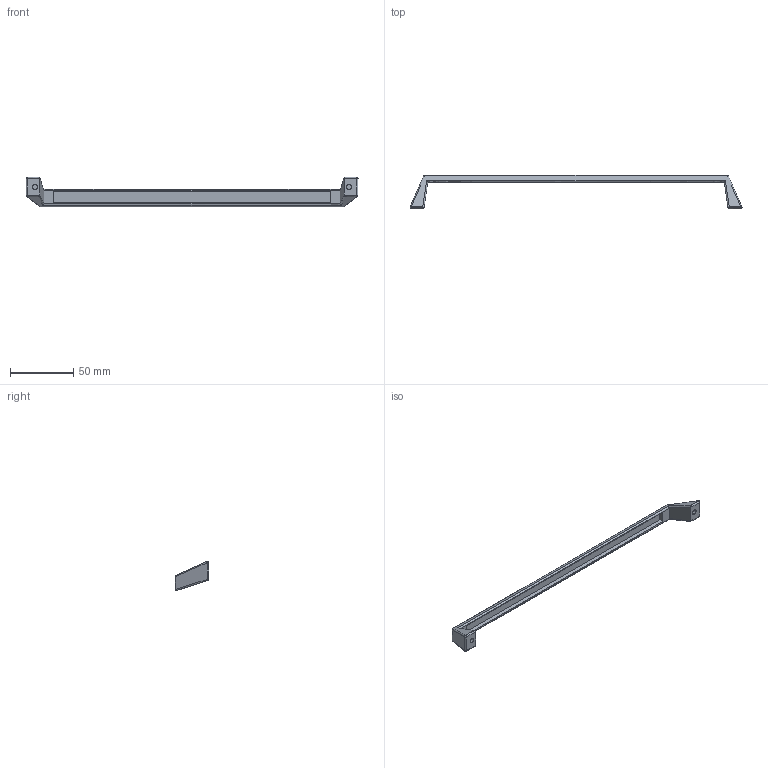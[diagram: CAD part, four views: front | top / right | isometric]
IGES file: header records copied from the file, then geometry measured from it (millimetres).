
Start section: SolidWorks IGES file using analytic representation for surfaces
Bounding box: 261.95 x 26.47 x 23.08 mm (x, y, z)
Surface area: 12040.3 mm2 (no closed solid volume)
Topology: 0 solids, 0 shells, 58 faces, 503 edges, 497 vertices
Faces by surface type: revolution 41, bspline 17
